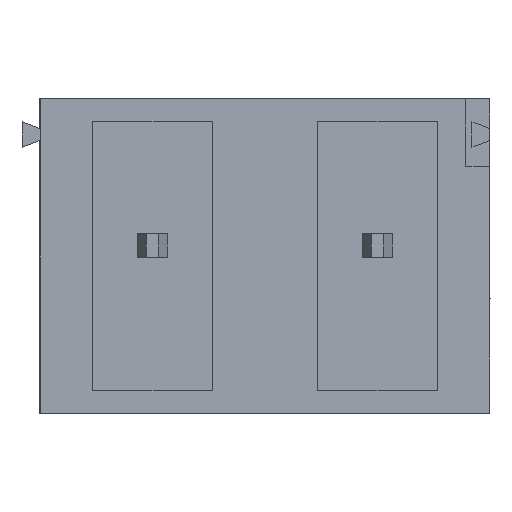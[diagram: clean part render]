
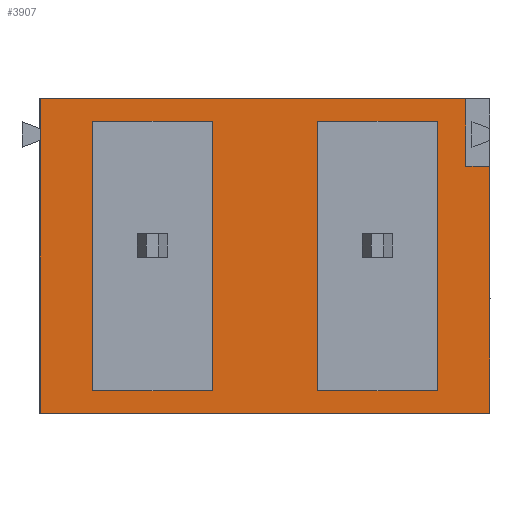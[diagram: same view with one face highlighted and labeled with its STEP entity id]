
A CAD part, front view. The second image highlights one B-rep face of the part: STEP entity #3907.
In plain terms, the highlighted planar face has unit normal (0, -1, 0).
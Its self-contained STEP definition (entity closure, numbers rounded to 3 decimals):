
#175 = VECTOR ( 'NONE', #1339, 1000. ) ;
#309 = LINE ( 'NONE', #11324, #18868 ) ;
#332 = DIRECTION ( 'NONE',  ( 0., -1., 0. ) ) ;
#448 = DIRECTION ( 'NONE',  ( 0., 0., -1. ) ) ;
#777 = DIRECTION ( 'NONE',  ( 0., 0., -1. ) ) ;
#861 = DIRECTION ( 'NONE',  ( 0., 0., -1. ) ) ;
#1220 = VERTEX_POINT ( 'NONE', #19025 ) ;
#1323 = LINE ( 'NONE', #12829, #5131 ) ;
#1339 = DIRECTION ( 'NONE',  ( -1., 0., 0. ) ) ;
#1985 = CARTESIAN_POINT ( 'NONE',  ( 5.75, 0., 9.75 ) ) ;
#2028 = CARTESIAN_POINT ( 'NONE',  ( 0.01, 0., 10.49 ) ) ;
#2039 = EDGE_CURVE ( 'NONE', #21642, #5161, #18887, .T. ) ;
#2175 = FACE_OUTER_BOUND ( 'NONE', #10124, .T. ) ;
#2605 = ORIENTED_EDGE ( 'NONE', *, *, #9610, .F. ) ;
#2642 = CARTESIAN_POINT ( 'NONE',  ( 0., 0., 0. ) ) ;
#2673 = EDGE_CURVE ( 'NONE', #18929, #4945, #11358, .T. ) ;
#2811 = CARTESIAN_POINT ( 'NONE',  ( 13.25, 0., 9.75 ) ) ;
#2815 = DIRECTION ( 'NONE',  ( 0., 0., -1. ) ) ;
#3529 = CARTESIAN_POINT ( 'NONE',  ( 14.99, 0., 8.24 ) ) ;
#3907 = ADVANCED_FACE ( 'NONE', ( #2175, #20971, #11821 ), #9627, .T. ) ;
#4285 = EDGE_LOOP ( 'NONE', ( #11122, #7688, #19164, #21276 ) ) ;
#4691 = VERTEX_POINT ( 'NONE', #20256 ) ;
#4945 = VERTEX_POINT ( 'NONE', #3529 ) ;
#4997 = DIRECTION ( 'NONE',  ( -1., 0., 0. ) ) ;
#5131 = VECTOR ( 'NONE', #9133, 1000. ) ;
#5144 = ORIENTED_EDGE ( 'NONE', *, *, #21289, .F. ) ;
#5161 = VERTEX_POINT ( 'NONE', #15582 ) ;
#5807 = DIRECTION ( 'NONE',  ( 1., 0., 0. ) ) ;
#6001 = EDGE_CURVE ( 'NONE', #17821, #4691, #17234, .T. ) ;
#6089 = CARTESIAN_POINT ( 'NONE',  ( 0.01, 0., 10.49 ) ) ;
#6474 = ORIENTED_EDGE ( 'NONE', *, *, #2673, .F. ) ;
#6762 = LINE ( 'NONE', #21526, #17295 ) ;
#6957 = CARTESIAN_POINT ( 'NONE',  ( 14.19, 0., 8.24 ) ) ;
#7111 = EDGE_CURVE ( 'NONE', #11367, #10135, #16006, .T. ) ;
#7688 = ORIENTED_EDGE ( 'NONE', *, *, #15856, .T. ) ;
#7842 = EDGE_CURVE ( 'NONE', #22562, #4691, #10251, .T. ) ;
#7985 = LINE ( 'NONE', #11567, #9571 ) ;
#8203 = EDGE_CURVE ( 'NONE', #16868, #1220, #22327, .T. ) ;
#8391 = VECTOR ( 'NONE', #19630, 1000. ) ;
#8979 = EDGE_CURVE ( 'NONE', #17445, #17398, #21226, .T. ) ;
#9133 = DIRECTION ( 'NONE',  ( 0., 0., -1. ) ) ;
#9514 = ORIENTED_EDGE ( 'NONE', *, *, #12612, .F. ) ;
#9571 = VECTOR ( 'NONE', #777, 1000. ) ;
#9610 = EDGE_CURVE ( 'NONE', #11943, #22562, #14498, .T. ) ;
#9627 = PLANE ( 'NONE',  #16754 ) ;
#10118 = EDGE_CURVE ( 'NONE', #21642, #16868, #11869, .T. ) ;
#10124 = EDGE_LOOP ( 'NONE', ( #5144, #13579, #12256, #12118, #9514, #6474 ) ) ;
#10135 = VERTEX_POINT ( 'NONE', #21135 ) ;
#10251 = LINE ( 'NONE', #12095, #21643 ) ;
#10784 = VECTOR ( 'NONE', #21957, 1000. ) ;
#10807 = VECTOR ( 'NONE', #13433, 1000. ) ;
#10956 = CARTESIAN_POINT ( 'NONE',  ( 1.75, 0., 9.75 ) ) ;
#11122 = ORIENTED_EDGE ( 'NONE', *, *, #7111, .F. ) ;
#11238 = CARTESIAN_POINT ( 'NONE',  ( 0.01, 0., 0.01 ) ) ;
#11324 = CARTESIAN_POINT ( 'NONE',  ( 5.75, 0., 9.75 ) ) ;
#11358 = LINE ( 'NONE', #19148, #10807 ) ;
#11367 = VERTEX_POINT ( 'NONE', #12645 ) ;
#11437 = DIRECTION ( 'NONE',  ( 0., 0., -1. ) ) ;
#11567 = CARTESIAN_POINT ( 'NONE',  ( 14.99, 0., 8.24 ) ) ;
#11760 = CARTESIAN_POINT ( 'NONE',  ( 0.01, 0., 10.49 ) ) ;
#11821 = FACE_BOUND ( 'NONE', #4285, .T. ) ;
#11830 = ORIENTED_EDGE ( 'NONE', *, *, #6001, .T. ) ;
#11869 = LINE ( 'NONE', #11760, #15424 ) ;
#11943 = VERTEX_POINT ( 'NONE', #1985 ) ;
#12095 = CARTESIAN_POINT ( 'NONE',  ( 1.75, 0., 9.75 ) ) ;
#12118 = ORIENTED_EDGE ( 'NONE', *, *, #8203, .T. ) ;
#12256 = ORIENTED_EDGE ( 'NONE', *, *, #10118, .T. ) ;
#12423 = CARTESIAN_POINT ( 'NONE',  ( 9.25, 0., 0.75 ) ) ;
#12612 = EDGE_CURVE ( 'NONE', #4945, #1220, #7985, .T. ) ;
#12645 = CARTESIAN_POINT ( 'NONE',  ( 13.25, 0., 9.75 ) ) ;
#12829 = CARTESIAN_POINT ( 'NONE',  ( 9.25, 0., 9.75 ) ) ;
#13108 = DIRECTION ( 'NONE',  ( -1., 0., 0. ) ) ;
#13433 = DIRECTION ( 'NONE',  ( 1., 0., 0. ) ) ;
#13579 = ORIENTED_EDGE ( 'NONE', *, *, #2039, .F. ) ;
#13623 = CARTESIAN_POINT ( 'NONE',  ( 5.75, 0., 0.75 ) ) ;
#14212 = ORIENTED_EDGE ( 'NONE', *, *, #7842, .F. ) ;
#14226 = DIRECTION ( 'NONE',  ( 0., 0., -1. ) ) ;
#14498 = LINE ( 'NONE', #22066, #19649 ) ;
#14500 = EDGE_LOOP ( 'NONE', ( #2605, #20530, #11830, #14212 ) ) ;
#15424 = VECTOR ( 'NONE', #2815, 1000. ) ;
#15582 = CARTESIAN_POINT ( 'NONE',  ( 14.19, 0., 10.49 ) ) ;
#15709 = EDGE_CURVE ( 'NONE', #11943, #17821, #309, .T. ) ;
#15856 = EDGE_CURVE ( 'NONE', #11367, #17445, #6762, .T. ) ;
#16006 = LINE ( 'NONE', #2811, #175 ) ;
#16754 = AXIS2_PLACEMENT_3D ( 'NONE', #2642, #332, #448 ) ;
#16868 = VERTEX_POINT ( 'NONE', #20381 ) ;
#17119 = CARTESIAN_POINT ( 'NONE',  ( 5.75, 0., 0.75 ) ) ;
#17234 = LINE ( 'NONE', #17119, #19971 ) ;
#17295 = VECTOR ( 'NONE', #14226, 1000. ) ;
#17398 = VERTEX_POINT ( 'NONE', #12423 ) ;
#17445 = VERTEX_POINT ( 'NONE', #18159 ) ;
#17820 = DIRECTION ( 'NONE',  ( 0., 0., -1. ) ) ;
#17821 = VERTEX_POINT ( 'NONE', #13623 ) ;
#18159 = CARTESIAN_POINT ( 'NONE',  ( 13.25, 0., 0.75 ) ) ;
#18868 = VECTOR ( 'NONE', #11437, 1000. ) ;
#18887 = LINE ( 'NONE', #2028, #22456 ) ;
#18929 = VERTEX_POINT ( 'NONE', #6957 ) ;
#19025 = CARTESIAN_POINT ( 'NONE',  ( 14.99, 0., 0.01 ) ) ;
#19148 = CARTESIAN_POINT ( 'NONE',  ( 14.19, 0., 8.24 ) ) ;
#19164 = ORIENTED_EDGE ( 'NONE', *, *, #8979, .T. ) ;
#19630 = DIRECTION ( 'NONE',  ( -1., 0., 0. ) ) ;
#19649 = VECTOR ( 'NONE', #4997, 1000. ) ;
#19971 = VECTOR ( 'NONE', #13108, 1000. ) ;
#20256 = CARTESIAN_POINT ( 'NONE',  ( 1.75, 0., 0.75 ) ) ;
#20381 = CARTESIAN_POINT ( 'NONE',  ( 0.01, 0., 0.01 ) ) ;
#20530 = ORIENTED_EDGE ( 'NONE', *, *, #15709, .T. ) ;
#20971 = FACE_BOUND ( 'NONE', #14500, .T. ) ;
#21135 = CARTESIAN_POINT ( 'NONE',  ( 9.25, 0., 9.75 ) ) ;
#21226 = LINE ( 'NONE', #21349, #8391 ) ;
#21276 = ORIENTED_EDGE ( 'NONE', *, *, #23299, .F. ) ;
#21289 = EDGE_CURVE ( 'NONE', #5161, #18929, #21854, .T. ) ;
#21349 = CARTESIAN_POINT ( 'NONE',  ( 13.25, 0., 0.75 ) ) ;
#21526 = CARTESIAN_POINT ( 'NONE',  ( 13.25, 0., 9.75 ) ) ;
#21642 = VERTEX_POINT ( 'NONE', #6089 ) ;
#21643 = VECTOR ( 'NONE', #17820, 1000. ) ;
#21854 = LINE ( 'NONE', #23215, #23966 ) ;
#21957 = DIRECTION ( 'NONE',  ( 1., 0., 0. ) ) ;
#22066 = CARTESIAN_POINT ( 'NONE',  ( 5.75, 0., 9.75 ) ) ;
#22327 = LINE ( 'NONE', #11238, #10784 ) ;
#22456 = VECTOR ( 'NONE', #5807, 1000. ) ;
#22562 = VERTEX_POINT ( 'NONE', #10956 ) ;
#23215 = CARTESIAN_POINT ( 'NONE',  ( 14.19, 0., 10.49 ) ) ;
#23299 = EDGE_CURVE ( 'NONE', #10135, #17398, #1323, .T. ) ;
#23966 = VECTOR ( 'NONE', #861, 1000. ) ;
